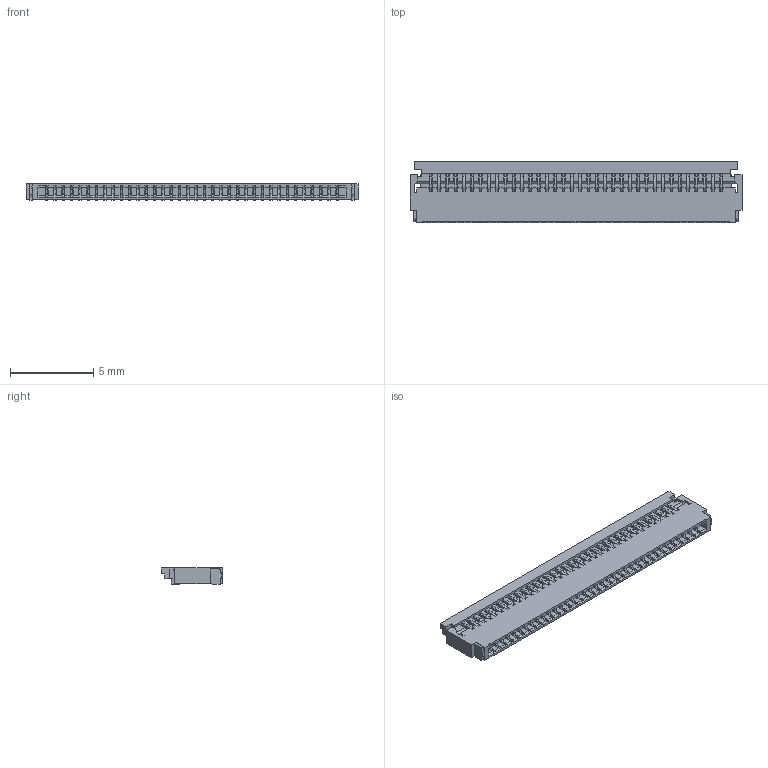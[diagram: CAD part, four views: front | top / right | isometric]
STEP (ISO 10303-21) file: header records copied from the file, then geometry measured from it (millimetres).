
FILE_DESCRIPTION(/* description */ ('Unknown'),/* implementation_level */ '2;1');
FILE_NAME(/* name */ '687136182122',/* time_stamp */ '2016-06-17T10:57:11+02:00',/* author */ ('Unknown'),/* organization */ ('Unknown'),/* preprocessor_version */ 'ST-DEVELOPER v16.7',/* originating_system */ 'DEX',/* authorisation */ $);
FILE_SCHEMA (('AUTOMOTIVE_DESIGN {1 0 10303 214 3 1 1}'));
Length unit declared in the file: millimetre
Products named in the file (5): 6871xx182122; 687136182122; 6871xx182122_Pad; 6871xx182122_Pin; 687136182122_Actuator
Assembly tree (40 placements, depth 2):
  6871xx182122
    687136182122
    6871xx182122_Pad  x2
    6871xx182122_Pin  x36
    687136182122_Actuator
Bounding box: 20 x 3.7 x 0.98 mm (x, y, z)
Volume: 43 mm3; surface area: 519.1 mm2
Topology: 40 solids, 40 shells, 1905 faces, 5725 edges, 3792 vertices
Faces by surface type: plane 1643, cylinder 262
Entity records: 32005 total; most frequent: ORIENTED_EDGE 5830, CARTESIAN_POINT 5771, DIRECTION 4769, EDGE_CURVE 2915, LINE 2889, VECTOR 2889, VERTEX_POINT 1942, AXIS2_PLACEMENT_3D 940
